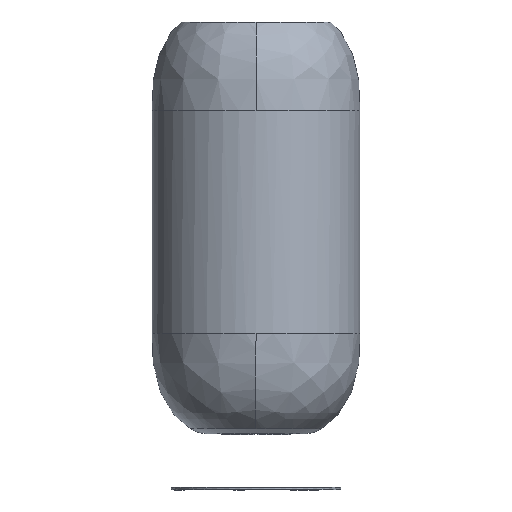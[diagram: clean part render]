
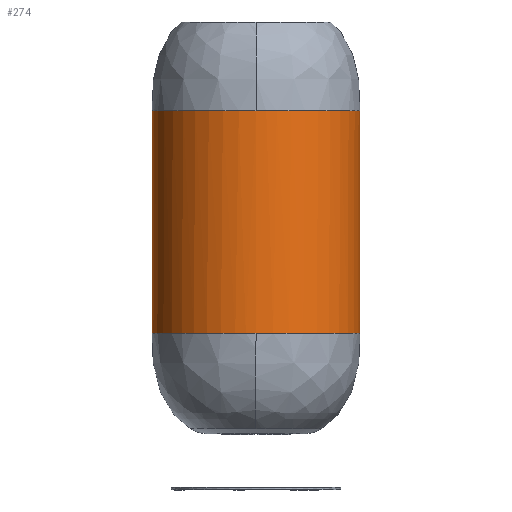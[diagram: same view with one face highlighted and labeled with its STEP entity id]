
A CAD part, front view. The second image highlights one B-rep face of the part: STEP entity #274.
In plain terms, the highlighted free-form (B-spline) face has degree [2, 1] with [5, 2] control points.
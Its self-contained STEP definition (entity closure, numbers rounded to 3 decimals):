
#171=B_SPLINE_CURVE_WITH_KNOTS('',1,(#4868,#4869),.UNSPECIFIED.,.F.,.F.,
(2,2),(16.7,171.7),.UNSPECIFIED.);
#176=B_SPLINE_CURVE_WITH_KNOTS('',1,(#5047,#5048),.UNSPECIFIED.,.F.,.F.,
(2,2),(16.7,171.7),.UNSPECIFIED.);
#274=ADVANCED_FACE('',(#367),#1612,.T.);
#367=FACE_OUTER_BOUND('',#463,.T.);
#463=EDGE_LOOP('',(#925,#926,#927,#928,#929,#930));
#925=ORIENTED_EDGE('',*,*,#1173,.T.);
#926=ORIENTED_EDGE('',*,*,#1170,.T.);
#927=ORIENTED_EDGE('',*,*,#1175,.T.);
#928=ORIENTED_EDGE('',*,*,#1178,.T.);
#929=ORIENTED_EDGE('',*,*,#1177,.T.);
#930=ORIENTED_EDGE('',*,*,#1219,.F.);
#1170=EDGE_CURVE('',#1512,#1513,#1332,.T.);
#1173=EDGE_CURVE('',#1514,#1512,#1334,.T.);
#1175=EDGE_CURVE('',#1513,#1515,#171,.T.);
#1177=EDGE_CURVE('',#1519,#1516,#1337,.T.);
#1178=EDGE_CURVE('',#1515,#1519,#1338,.T.);
#1219=EDGE_CURVE('',#1514,#1516,#176,.T.);
#1332=(
BOUNDED_CURVE()
B_SPLINE_CURVE(2,(#4850,#4851,#4852),.UNSPECIFIED.,.F.,.F.)
B_SPLINE_CURVE_WITH_KNOTS((3,3),(341.648,455.531),
 .UNSPECIFIED.)
CURVE()
GEOMETRIC_REPRESENTATION_ITEM()
RATIONAL_B_SPLINE_CURVE((1.,0.707,1.))
REPRESENTATION_ITEM('')
);
#1334=(
BOUNDED_CURVE()
B_SPLINE_CURVE(2,(#4862,#4863,#4864),.UNSPECIFIED.,.F.,.F.)
B_SPLINE_CURVE_WITH_KNOTS((3,3),(227.765,341.648),
 .UNSPECIFIED.)
CURVE()
GEOMETRIC_REPRESENTATION_ITEM()
RATIONAL_B_SPLINE_CURVE((1.,0.707,1.))
REPRESENTATION_ITEM('')
);
#1337=(
BOUNDED_CURVE()
B_SPLINE_CURVE(2,(#4873,#4874,#4875),.UNSPECIFIED.,.F.,.F.)
B_SPLINE_CURVE_WITH_KNOTS((3,3),(-341.648,-227.765),
 .UNSPECIFIED.)
CURVE()
GEOMETRIC_REPRESENTATION_ITEM()
RATIONAL_B_SPLINE_CURVE((1.,0.707,1.))
REPRESENTATION_ITEM('')
);
#1338=(
BOUNDED_CURVE()
B_SPLINE_CURVE(2,(#4876,#4877,#4878),.UNSPECIFIED.,.F.,.F.)
B_SPLINE_CURVE_WITH_KNOTS((3,3),(-455.531,-341.648),
 .UNSPECIFIED.)
CURVE()
GEOMETRIC_REPRESENTATION_ITEM()
RATIONAL_B_SPLINE_CURVE((1.,0.707,1.))
REPRESENTATION_ITEM('')
);
#1512=VERTEX_POINT('',#4805);
#1513=VERTEX_POINT('',#4806);
#1514=VERTEX_POINT('',#4807);
#1515=VERTEX_POINT('',#4808);
#1516=VERTEX_POINT('',#4809);
#1519=VERTEX_POINT('',#4812);
#1612=(
BOUNDED_SURFACE()
B_SPLINE_SURFACE(2,1,((#4467,#4468),(#4469,#4470),(#4471,#4472),(#4473,
#4474),(#4475,#4476)),.UNSPECIFIED.,.F.,.F.,.F.)
B_SPLINE_SURFACE_WITH_KNOTS((3,2,3),(2,2),(227.765,341.648,
455.531),(0.,188.4),.UNSPECIFIED.)
GEOMETRIC_REPRESENTATION_ITEM()
RATIONAL_B_SPLINE_SURFACE(((1.,1.),(0.707,0.707),
(1.,1.),(0.707,0.707),(1.,1.)))
REPRESENTATION_ITEM('')
SURFACE()
);
#4467=CARTESIAN_POINT('',(72.5,-0.185,93.197));
#4468=CARTESIAN_POINT('',(72.5,-0.185,-95.203));
#4469=CARTESIAN_POINT('',(72.5,-72.685,93.197));
#4470=CARTESIAN_POINT('',(72.5,-72.685,-95.203));
#4471=CARTESIAN_POINT('',(0.,-72.685,93.197));
#4472=CARTESIAN_POINT('',(0.,-72.685,-95.203));
#4473=CARTESIAN_POINT('',(-72.5,-72.685,93.197));
#4474=CARTESIAN_POINT('',(-72.5,-72.685,-95.203));
#4475=CARTESIAN_POINT('',(-72.5,-0.185,93.197));
#4476=CARTESIAN_POINT('',(-72.5,-0.185,-95.203));
#4805=CARTESIAN_POINT('',(0.,-72.685,76.497));
#4806=CARTESIAN_POINT('',(-72.5,-0.185,76.497));
#4807=CARTESIAN_POINT('',(72.5,-0.185,76.497));
#4808=CARTESIAN_POINT('',(-72.5,-0.185,-78.503));
#4809=CARTESIAN_POINT('',(72.5,-0.185,-78.503));
#4812=CARTESIAN_POINT('',(0.,-72.685,-78.503));
#4850=CARTESIAN_POINT('',(0.,-72.685,76.497));
#4851=CARTESIAN_POINT('',(-72.5,-72.685,76.497));
#4852=CARTESIAN_POINT('',(-72.5,-0.185,76.497));
#4862=CARTESIAN_POINT('',(72.5,-0.185,76.497));
#4863=CARTESIAN_POINT('',(72.5,-72.685,76.497));
#4864=CARTESIAN_POINT('',(0.,-72.685,76.497));
#4868=CARTESIAN_POINT('',(-72.5,-0.185,76.497));
#4869=CARTESIAN_POINT('',(-72.5,-0.185,-78.503));
#4873=CARTESIAN_POINT('',(0.,-72.685,-78.503));
#4874=CARTESIAN_POINT('',(72.5,-72.685,-78.503));
#4875=CARTESIAN_POINT('',(72.5,-0.185,-78.503));
#4876=CARTESIAN_POINT('',(-72.5,-0.185,-78.503));
#4877=CARTESIAN_POINT('',(-72.5,-72.685,-78.503));
#4878=CARTESIAN_POINT('',(0.,-72.685,-78.503));
#5047=CARTESIAN_POINT('',(72.5,-0.185,76.497));
#5048=CARTESIAN_POINT('',(72.5,-0.185,-78.503));
